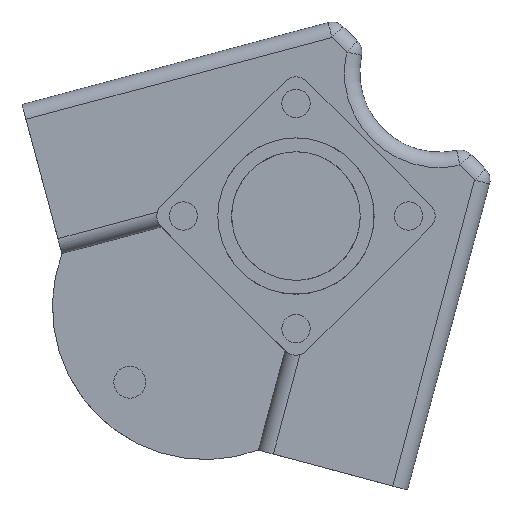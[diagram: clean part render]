
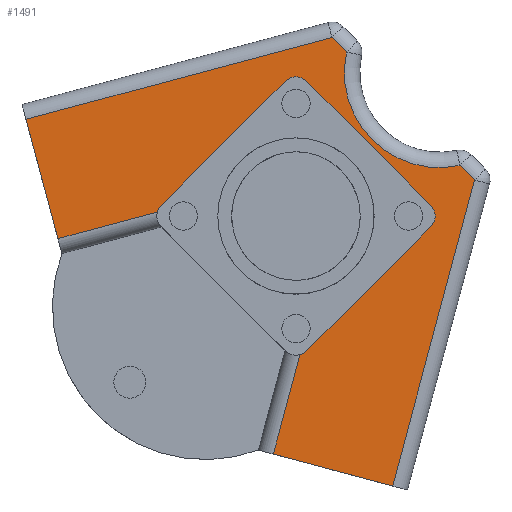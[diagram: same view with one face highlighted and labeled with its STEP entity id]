
A CAD part, front view. The second image highlights one B-rep face of the part: STEP entity #1491.
In plain terms, the highlighted planar face has unit normal (0, -1, 0).
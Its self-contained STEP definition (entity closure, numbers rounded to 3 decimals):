
#70=PLANE('',#1673);
#131=FACE_OUTER_BOUND('',#245,.T.);
#245=EDGE_LOOP('',(#1189,#1190,#1191,#1192,#1193,#1194,#1195,#1196,#1197,
#1198,#1199,#1200,#1201,#1202,#1203,#1204));
#381=CIRCLE('',#1674,18.5);
#382=CIRCLE('',#1675,3.);
#383=CIRCLE('',#1676,3.);
#384=CIRCLE('',#1677,3.);
#385=CIRCLE('',#1678,3.);
#445=LINE('',#2594,#540);
#455=LINE('',#2631,#550);
#467=LINE('',#2710,#562);
#471=LINE('',#2751,#566);
#472=LINE('',#2754,#567);
#473=LINE('',#2756,#568);
#474=LINE('',#2760,#569);
#475=LINE('',#2761,#570);
#476=LINE('',#2765,#571);
#477=LINE('',#2769,#572);
#478=LINE('',#2773,#573);
#540=VECTOR('',#1916,10.);
#550=VECTOR('',#1950,10.);
#562=VECTOR('',#2042,10.);
#566=VECTOR('',#2050,10.);
#567=VECTOR('',#2053,10.);
#568=VECTOR('',#2054,10.);
#569=VECTOR('',#2057,10.);
#570=VECTOR('',#2058,10.);
#571=VECTOR('',#2061,10.);
#572=VECTOR('',#2064,10.);
#573=VECTOR('',#2067,10.);
#663=VERTEX_POINT('',#2591);
#664=VERTEX_POINT('',#2593);
#678=VERTEX_POINT('',#2628);
#679=VERTEX_POINT('',#2630);
#706=VERTEX_POINT('',#2709);
#709=VERTEX_POINT('',#2734);
#710=VERTEX_POINT('',#2753);
#711=VERTEX_POINT('',#2755);
#712=VERTEX_POINT('',#2757);
#713=VERTEX_POINT('',#2759);
#714=VERTEX_POINT('',#2762);
#715=VERTEX_POINT('',#2764);
#716=VERTEX_POINT('',#2766);
#717=VERTEX_POINT('',#2768);
#718=VERTEX_POINT('',#2770);
#719=VERTEX_POINT('',#2772);
#822=EDGE_CURVE('',#663,#664,#445,.T.);
#841=EDGE_CURVE('',#678,#679,#455,.T.);
#878=EDGE_CURVE('',#664,#706,#467,.T.);
#884=EDGE_CURVE('',#709,#678,#471,.T.);
#885=EDGE_CURVE('',#710,#663,#472,.T.);
#886=EDGE_CURVE('',#711,#710,#473,.T.);
#887=EDGE_CURVE('',#712,#711,#381,.T.);
#888=EDGE_CURVE('',#713,#712,#474,.T.);
#889=EDGE_CURVE('',#679,#713,#475,.T.);
#890=EDGE_CURVE('',#709,#714,#382,.T.);
#891=EDGE_CURVE('',#714,#715,#476,.T.);
#892=EDGE_CURVE('',#716,#715,#383,.F.);
#893=EDGE_CURVE('',#716,#717,#477,.T.);
#894=EDGE_CURVE('',#718,#717,#384,.F.);
#895=EDGE_CURVE('',#718,#719,#478,.T.);
#896=EDGE_CURVE('',#706,#719,#385,.F.);
#1189=ORIENTED_EDGE('',*,*,#878,.F.);
#1190=ORIENTED_EDGE('',*,*,#822,.F.);
#1191=ORIENTED_EDGE('',*,*,#885,.F.);
#1192=ORIENTED_EDGE('',*,*,#886,.F.);
#1193=ORIENTED_EDGE('',*,*,#887,.F.);
#1194=ORIENTED_EDGE('',*,*,#888,.F.);
#1195=ORIENTED_EDGE('',*,*,#889,.F.);
#1196=ORIENTED_EDGE('',*,*,#841,.F.);
#1197=ORIENTED_EDGE('',*,*,#884,.F.);
#1198=ORIENTED_EDGE('',*,*,#890,.T.);
#1199=ORIENTED_EDGE('',*,*,#891,.T.);
#1200=ORIENTED_EDGE('',*,*,#892,.F.);
#1201=ORIENTED_EDGE('',*,*,#893,.T.);
#1202=ORIENTED_EDGE('',*,*,#894,.F.);
#1203=ORIENTED_EDGE('',*,*,#895,.T.);
#1204=ORIENTED_EDGE('',*,*,#896,.F.);
#1491=ADVANCED_FACE('',(#131),#70,.T.);
#1673=AXIS2_PLACEMENT_3D('',#2752,#2051,#2052);
#1674=AXIS2_PLACEMENT_3D('',#2758,#2055,#2056);
#1675=AXIS2_PLACEMENT_3D('',#2763,#2059,#2060);
#1676=AXIS2_PLACEMENT_3D('',#2767,#2062,#2063);
#1677=AXIS2_PLACEMENT_3D('',#2771,#2065,#2066);
#1678=AXIS2_PLACEMENT_3D('',#2774,#2068,#2069);
#1916=DIRECTION('',(-0.966,0.,0.259));
#1950=DIRECTION('',(-0.259,0.,0.966));
#2042=DIRECTION('',(0.259,0.,0.966));
#2050=DIRECTION('',(-0.966,0.,-0.259));
#2051=DIRECTION('center_axis',(0.,-1.,0.));
#2052=DIRECTION('ref_axis',(0.,0.,1.));
#2053=DIRECTION('',(-0.259,0.,-0.966));
#2054=DIRECTION('',(0.707,0.,-0.707));
#2055=DIRECTION('center_axis',(0.,-1.,0.));
#2056=DIRECTION('ref_axis',(-0.707,0.,-0.707));
#2057=DIRECTION('',(0.707,0.,-0.707));
#2058=DIRECTION('',(0.966,0.,0.259));
#2059=DIRECTION('center_axis',(0.,1.,0.));
#2060=DIRECTION('ref_axis',(-1.,0.,0.));
#2061=DIRECTION('',(0.707,0.,0.707));
#2062=DIRECTION('center_axis',(0.,1.,0.));
#2063=DIRECTION('ref_axis',(0.,0.,1.));
#2064=DIRECTION('',(0.707,0.,-0.707));
#2065=DIRECTION('center_axis',(0.,1.,0.));
#2066=DIRECTION('ref_axis',(1.,0.,0.));
#2067=DIRECTION('',(-0.707,0.,-0.707));
#2068=DIRECTION('center_axis',(0.,1.,0.));
#2069=DIRECTION('ref_axis',(0.,0.,-1.));
#2591=CARTESIAN_POINT('',(49.62,30.,-80.38));
#2593=CARTESIAN_POINT('',(26.438,30.,-74.168));
#2594=CARTESIAN_POINT('',(23.54,30.,-73.392));
#2628=CARTESIAN_POINT('',(-15.434,30.,-32.297));
#2630=CARTESIAN_POINT('',(-21.646,30.,-9.114));
#2631=CARTESIAN_POINT('',(-14.657,30.,-35.194));
#2709=CARTESIAN_POINT('',(31.617,30.,-54.84));
#2710=CARTESIAN_POINT('',(34.51,30.,-44.041));
#2734=CARTESIAN_POINT('',(3.894,30.,-27.118));
#2751=CARTESIAN_POINT('',(34.012,30.,-19.048));
#2752=CARTESIAN_POINT('Origin',(32.9,30.,-25.834));
#2753=CARTESIAN_POINT('',(65.558,30.,-20.897));
#2754=CARTESIAN_POINT('',(58.466,30.,-47.364));
#2755=CARTESIAN_POINT('',(62.726,30.,-18.064));
#2756=CARTESIAN_POINT('',(56.596,30.,-11.934));
#2757=CARTESIAN_POINT('',(40.67,30.,3.992));
#2758=CARTESIAN_POINT('Origin',(58.734,30.,0.));
#2759=CARTESIAN_POINT('',(37.838,30.,6.824));
#2760=CARTESIAN_POINT('',(44.156,30.,0.506));
#2761=CARTESIAN_POINT('',(32.289,30.,5.337));
#2762=CARTESIAN_POINT('',(4.668,30.,-25.782));
#2763=CARTESIAN_POINT('Origin',(6.789,30.,-27.904));
#2764=CARTESIAN_POINT('',(28.709,30.,-1.741));
#2765=CARTESIAN_POINT('',(24.795,30.,-5.655));
#2766=CARTESIAN_POINT('',(32.952,30.,-1.741));
#2767=CARTESIAN_POINT('Origin',(30.831,30.,-3.862));
#2768=CARTESIAN_POINT('',(56.994,30.,-25.782));
#2769=CARTESIAN_POINT('',(52.044,30.,-20.832));
#2770=CARTESIAN_POINT('',(56.994,30.,-30.025));
#2771=CARTESIAN_POINT('Origin',(54.872,30.,-27.904));
#2772=CARTESIAN_POINT('',(32.952,30.,-54.066));
#2773=CARTESIAN_POINT('',(38.937,30.,-48.082));
#2774=CARTESIAN_POINT('Origin',(30.831,30.,-51.945));
